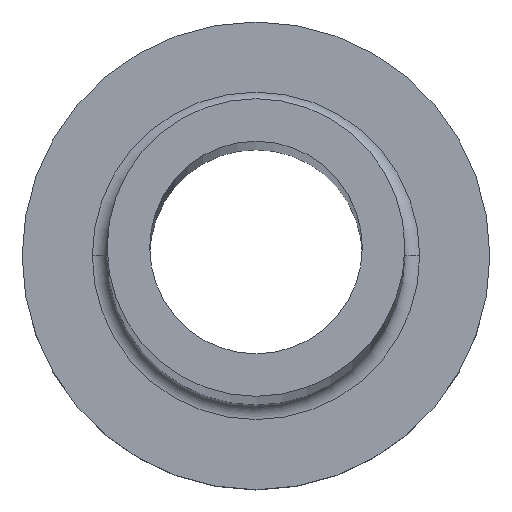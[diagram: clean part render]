
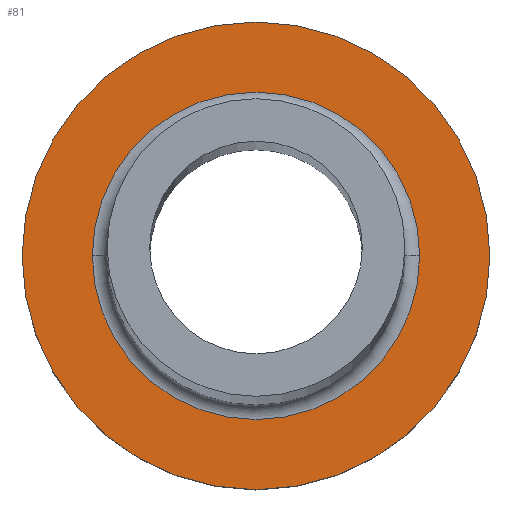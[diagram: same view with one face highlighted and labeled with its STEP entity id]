
A CAD part, top view. The second image highlights one B-rep face of the part: STEP entity #81.
In plain terms, the highlighted planar face has unit normal (0, 0, 1).
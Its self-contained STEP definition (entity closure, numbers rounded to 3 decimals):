
#2 = DIRECTION ( 'NONE',  ( 1., 0., 0. ) ) ;
#4 = CIRCLE ( 'NONE', #134, 7.7 ) ;
#21 = VERTEX_POINT ( 'NONE', #151 ) ;
#28 = VERTEX_POINT ( 'NONE', #98 ) ;
#34 = ORIENTED_EDGE ( 'NONE', *, *, #63, .T. ) ;
#36 = PLANE ( 'NONE',  #300 ) ;
#37 = EDGE_CURVE ( 'NONE', #145, #64, #215, .T. ) ;
#57 = EDGE_CURVE ( 'NONE', #28, #21, #106, .T. ) ;
#59 = DIRECTION ( 'NONE',  ( 1., 0., 0. ) ) ;
#63 = EDGE_CURVE ( 'NONE', #64, #145, #4, .T. ) ;
#64 = VERTEX_POINT ( 'NONE', #211 ) ;
#65 = CARTESIAN_POINT ( 'NONE',  ( 0., 0., 7. ) ) ;
#67 = AXIS2_PLACEMENT_3D ( 'NONE', #209, #152, #263 ) ;
#68 = EDGE_CURVE ( 'NONE', #21, #28, #164, .T. ) ;
#81 = ADVANCED_FACE ( 'NONE', ( #183, #232 ), #36, .T. ) ;
#90 = EDGE_LOOP ( 'NONE', ( #34, #169 ) ) ;
#94 = AXIS2_PLACEMENT_3D ( 'NONE', #235, #238, #59 ) ;
#95 = EDGE_LOOP ( 'NONE', ( #283, #258 ) ) ;
#98 = CARTESIAN_POINT ( 'NONE',  ( 11., 0., 7. ) ) ;
#99 = CARTESIAN_POINT ( 'NONE',  ( 0., 0., 7. ) ) ;
#106 = CIRCLE ( 'NONE', #67, 11. ) ;
#127 = DIRECTION ( 'NONE',  ( 1., 0., 0. ) ) ;
#134 = AXIS2_PLACEMENT_3D ( 'NONE', #99, #323, #2 ) ;
#145 = VERTEX_POINT ( 'NONE', #274 ) ;
#151 = CARTESIAN_POINT ( 'NONE',  ( -11., 0., 7. ) ) ;
#152 = DIRECTION ( 'NONE',  ( 0., 0., 1. ) ) ;
#164 = CIRCLE ( 'NONE', #351, 11. ) ;
#169 = ORIENTED_EDGE ( 'NONE', *, *, #37, .T. ) ;
#183 = FACE_BOUND ( 'NONE', #90, .T. ) ;
#209 = CARTESIAN_POINT ( 'NONE',  ( 0., 0., 7. ) ) ;
#211 = CARTESIAN_POINT ( 'NONE',  ( 7.7, 0., 7. ) ) ;
#215 = CIRCLE ( 'NONE', #94, 7.7 ) ;
#232 = FACE_OUTER_BOUND ( 'NONE', #95, .T. ) ;
#235 = CARTESIAN_POINT ( 'NONE',  ( 0., 0., 7. ) ) ;
#238 = DIRECTION ( 'NONE',  ( 0., 0., -1. ) ) ;
#258 = ORIENTED_EDGE ( 'NONE', *, *, #57, .T. ) ;
#263 = DIRECTION ( 'NONE',  ( 1., 0., 0. ) ) ;
#265 = DIRECTION ( 'NONE',  ( 1., 0., 0. ) ) ;
#274 = CARTESIAN_POINT ( 'NONE',  ( -7.7, 0., 7. ) ) ;
#283 = ORIENTED_EDGE ( 'NONE', *, *, #68, .T. ) ;
#300 = AXIS2_PLACEMENT_3D ( 'NONE', #353, #322, #265 ) ;
#322 = DIRECTION ( 'NONE',  ( 0., 0., 1. ) ) ;
#323 = DIRECTION ( 'NONE',  ( 0., 0., -1. ) ) ;
#324 = DIRECTION ( 'NONE',  ( 0., 0., 1. ) ) ;
#351 = AXIS2_PLACEMENT_3D ( 'NONE', #65, #324, #127 ) ;
#353 = CARTESIAN_POINT ( 'NONE',  ( 0., 0., 7. ) ) ;
